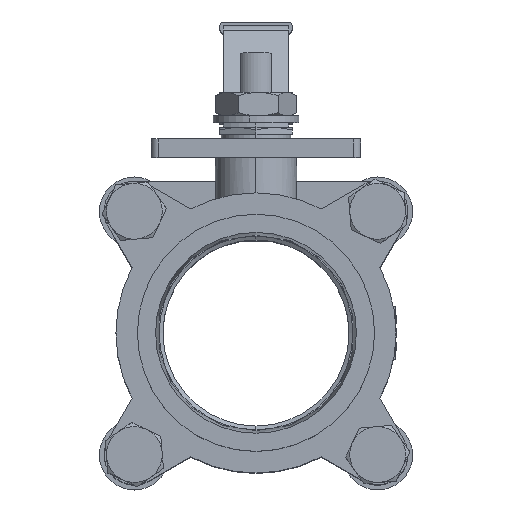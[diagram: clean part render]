
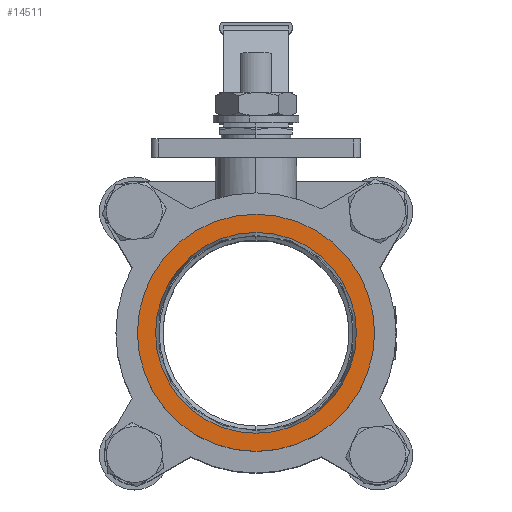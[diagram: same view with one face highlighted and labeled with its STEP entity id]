
A CAD part, top view. The second image highlights one B-rep face of the part: STEP entity #14511.
In plain terms, the highlighted planar face has unit normal (0, 0, 1).
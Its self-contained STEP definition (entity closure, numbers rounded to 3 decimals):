
#661 = DIRECTION ( 'NONE',  ( 0., 0., -1. ) ) ;
#665 = DIRECTION ( 'NONE',  ( 0., 1., 0. ) ) ;
#1031 = CIRCLE ( 'NONE', #6779, 43.203 ) ;
#2244 = CARTESIAN_POINT ( 'NONE',  ( 0., 0., 91.35 ) ) ;
#2245 = DIRECTION ( 'NONE',  ( 0., 0., 1. ) ) ;
#2246 = DIRECTION ( 'NONE',  ( 0., -1., 0. ) ) ;
#6250 = EDGE_CURVE ( 'NONE', #13322, #13385, #8337, .T. ) ;
#6460 = EDGE_CURVE ( 'NONE', #13598, #13552, #8708, .T. ) ;
#6461 = EDGE_CURVE ( 'NONE', #13385, #13322, #8674, .T. ) ;
#6681 = AXIS2_PLACEMENT_3D ( 'NONE', #15060, #661, #665 ) ;
#6714 = AXIS2_PLACEMENT_3D ( 'NONE', #10664, #10665, #10666 ) ;
#6715 = AXIS2_PLACEMENT_3D ( 'NONE', #10671, #10672, #10673 ) ;
#6779 = AXIS2_PLACEMENT_3D ( 'NONE', #2244, #2245, #2246 ) ;
#7103 = EDGE_CURVE ( 'NONE', #13552, #13598, #1031, .T. ) ;
#8337 = CIRCLE ( 'NONE', #6681, 51. ) ;
#8674 = CIRCLE ( 'NONE', #6715, 51. ) ;
#8708 = CIRCLE ( 'NONE', #6714, 43.203 ) ;
#10664 = CARTESIAN_POINT ( 'NONE',  ( 0., 0., 91.35 ) ) ;
#10665 = DIRECTION ( 'NONE',  ( 0., 0., 1. ) ) ;
#10666 = DIRECTION ( 'NONE',  ( 0., -1., 0. ) ) ;
#10671 = CARTESIAN_POINT ( 'NONE',  ( 0., 0., 91.35 ) ) ;
#10672 = DIRECTION ( 'NONE',  ( 0., 0., -1. ) ) ;
#10673 = DIRECTION ( 'NONE',  ( 0., 1., 0. ) ) ;
#11515 = EDGE_LOOP ( 'NONE', ( #13116, #13117 ) ) ;
#11732 = EDGE_LOOP ( 'NONE', ( #13118, #13119 ) ) ;
#13116 = ORIENTED_EDGE ( 'NONE', *, *, #6460, .F. ) ;
#13117 = ORIENTED_EDGE ( 'NONE', *, *, #7103, .F. ) ;
#13118 = ORIENTED_EDGE ( 'NONE', *, *, #6250, .F. ) ;
#13119 = ORIENTED_EDGE ( 'NONE', *, *, #6461, .F. ) ;
#13322 = VERTEX_POINT ( 'NONE', #17825 ) ;
#13385 = VERTEX_POINT ( 'NONE', #17888 ) ;
#13552 = VERTEX_POINT ( 'NONE', #15133 ) ;
#13598 = VERTEX_POINT ( 'NONE', #15179 ) ;
#14511 = ADVANCED_FACE ( 'NONE', ( #18192, #18201 ), #19458, .T. ) ;
#15060 = CARTESIAN_POINT ( 'NONE',  ( 0., 0., 91.35 ) ) ;
#15133 = CARTESIAN_POINT ( 'NONE',  ( 0., 43.202, 91.35 ) ) ;
#15179 = CARTESIAN_POINT ( 'NONE',  ( 0., -43.203, 91.35 ) ) ;
#17825 = CARTESIAN_POINT ( 'NONE',  ( 0., 51., 91.35 ) ) ;
#17888 = CARTESIAN_POINT ( 'NONE',  ( 0., -51., 91.35 ) ) ;
#18192 = FACE_BOUND ( 'NONE', #11515, .T. ) ;
#18201 = FACE_OUTER_BOUND ( 'NONE', #11732, .T. ) ;
#19007 = AXIS2_PLACEMENT_3D ( 'NONE', #19457, #19463, #19464 ) ;
#19457 = CARTESIAN_POINT ( 'NONE',  ( 0., 51., 91.35 ) ) ;
#19458 = PLANE ( 'NONE',  #19007 ) ;
#19463 = DIRECTION ( 'NONE',  ( 0., 0., 1. ) ) ;
#19464 = DIRECTION ( 'NONE',  ( 0., -1., 0. ) ) ;
